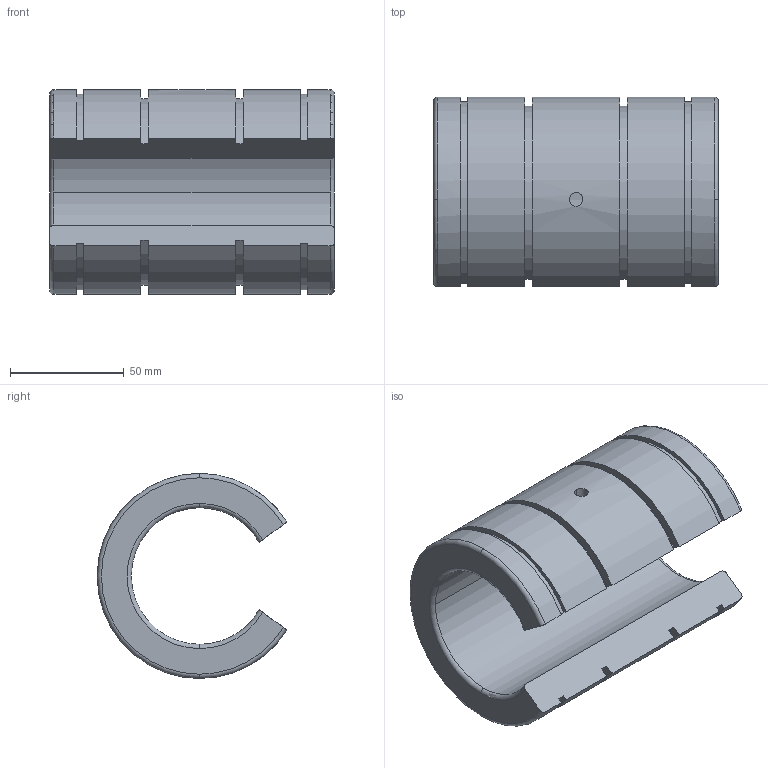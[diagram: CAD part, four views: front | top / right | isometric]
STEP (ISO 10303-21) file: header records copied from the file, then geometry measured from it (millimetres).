
FILE_DESCRIPTION( ( '' ), '1' );
FILE_NAME( 'fmcn_60_2_03.stp', '2008-04-10T07:26:51', ( '' ), ( '' ), ' ', ' ', ' ' );
FILE_SCHEMA( ( 'CONFIG_CONTROL_DESIGN' ) );
Length unit declared in the file: millimetre
Products named in the file (1): 1
Bounding box: 125 x 83.28 x 90 mm (x, y, z)
Volume: 356429 mm3; surface area: 63143.1 mm2
Topology: 1 solids, 1 shells, 46 faces, 134 edges, 90 vertices
Faces by surface type: cylinder 22, torus 12, plane 12
Entity records: 1918 total; most frequent: CARTESIAN_POINT 607, DIRECTION 282, ORIENTED_EDGE 268, EDGE_CURVE 134, AXIS2_PLACEMENT_3D 115, VERTEX_POINT 90, CIRCLE 68, LINE 52
